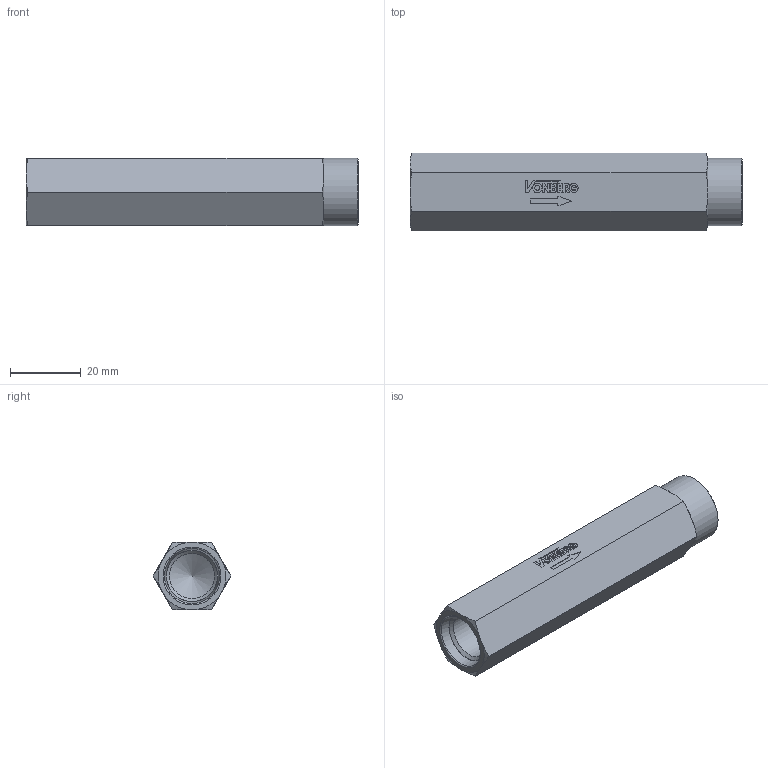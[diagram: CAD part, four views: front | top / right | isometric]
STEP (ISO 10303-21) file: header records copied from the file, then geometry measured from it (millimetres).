
FILE_DESCRIPTION((''),'2;1');
FILE_NAME('40300-206.stp','2015-01-08T12:57:07',('jml'),(''),'Autodesk Inventor 2010','Autodesk Inventor 2010','');
FILE_SCHEMA(('AUTOMOTIVE_DESIGN { 1 0 10303 214 1 1 1 1 }'));
Length unit declared in the file: inch
Products named in the file (1): 40300-206
Bounding box: 93.98 x 22 x 19.05 mm (x, y, z)
Volume: 24369.6 mm3; surface area: 8070.5 mm2
Topology: 1 solids, 1 shells, 138 faces, 352 edges, 231 vertices
Faces by surface type: plane 99, cone 19, cylinder 18, torus 2
Full cylindrical faces by diameter (mm): 1.392 x1, 12.751 x2, 19.05 x1
Entity records: 4132 total; most frequent: CARTESIAN_POINT 747, ORIENTED_EDGE 668, DIRECTION 650, EDGE_CURVE 334, VECTOR 248, LINE 248, VERTEX_POINT 226, AXIS2_PLACEMENT_3D 201
